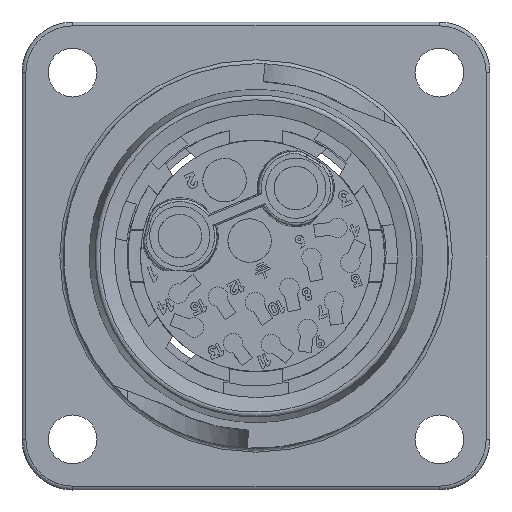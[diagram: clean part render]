
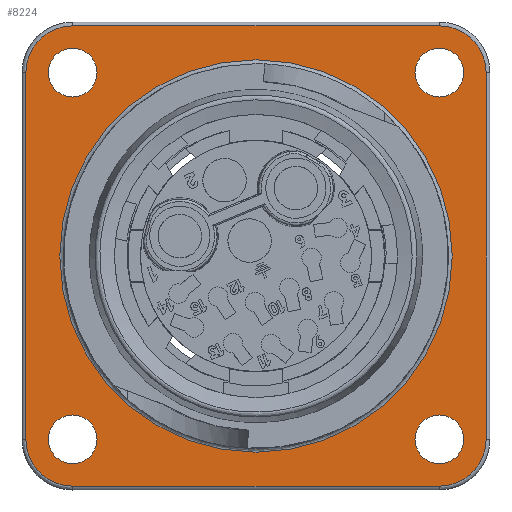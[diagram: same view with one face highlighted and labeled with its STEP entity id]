
A CAD part, front view. The second image highlights one B-rep face of the part: STEP entity #8224.
In plain terms, the highlighted planar face has unit normal (0, -1, 0).
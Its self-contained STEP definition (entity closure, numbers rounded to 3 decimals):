
#7254=FACE_BOUND('',#10971,.T.);
#7255=FACE_BOUND('',#10972,.T.);
#7256=FACE_BOUND('',#10973,.T.);
#7257=FACE_BOUND('',#10974,.T.);
#7258=FACE_BOUND('',#10975,.T.);
#7259=FACE_BOUND('',#10976,.T.);
#8224=ADVANCED_FACE('',(#7254,#7255,#7256,#7257,#7258,#7259),#8955,.T.);
#8955=PLANE('',#26302);
#10971=EDGE_LOOP('',(#16608));
#10972=EDGE_LOOP('',(#16609));
#10973=EDGE_LOOP('',(#16610));
#10974=EDGE_LOOP('',(#16611));
#10975=EDGE_LOOP('',(#16612));
#10976=EDGE_LOOP('',(#16613,#16614,#16615,#16616,#16617,#16618,#16619,#16620));
#11424=CIRCLE('',#26105,1.9);
#11426=CIRCLE('',#26108,1.9);
#11428=CIRCLE('',#26111,1.9);
#11430=CIRCLE('',#26114,1.9);
#11516=CIRCLE('',#26289,3.65);
#11519=CIRCLE('',#26293,3.65);
#11522=CIRCLE('',#26297,3.65);
#11524=CIRCLE('',#26300,3.65);
#11525=CIRCLE('',#26301,15.3);
#16608=ORIENTED_EDGE('',*,*,#20798,.T.);
#16609=ORIENTED_EDGE('',*,*,#20800,.T.);
#16610=ORIENTED_EDGE('',*,*,#20802,.T.);
#16611=ORIENTED_EDGE('',*,*,#20804,.T.);
#16612=ORIENTED_EDGE('',*,*,#21061,.T.);
#16613=ORIENTED_EDGE('',*,*,#21060,.T.);
#16614=ORIENTED_EDGE('',*,*,#21047,.T.);
#16615=ORIENTED_EDGE('',*,*,#21049,.T.);
#16616=ORIENTED_EDGE('',*,*,#21051,.T.);
#16617=ORIENTED_EDGE('',*,*,#21053,.T.);
#16618=ORIENTED_EDGE('',*,*,#21055,.T.);
#16619=ORIENTED_EDGE('',*,*,#21057,.T.);
#16620=ORIENTED_EDGE('',*,*,#21059,.T.);
#18303=VERTEX_POINT('',#36795);
#18305=VERTEX_POINT('',#36800);
#18307=VERTEX_POINT('',#36805);
#18309=VERTEX_POINT('',#36810);
#18466=VERTEX_POINT('',#37389);
#18467=VERTEX_POINT('',#37391);
#18468=VERTEX_POINT('',#37395);
#18469=VERTEX_POINT('',#37423);
#18470=VERTEX_POINT('',#37427);
#18471=VERTEX_POINT('',#37455);
#18472=VERTEX_POINT('',#37459);
#18473=VERTEX_POINT('',#37487);
#18474=VERTEX_POINT('',#37517);
#20798=EDGE_CURVE('',#18303,#18303,#11424,.T.);
#20800=EDGE_CURVE('',#18305,#18305,#11426,.T.);
#20802=EDGE_CURVE('',#18307,#18307,#11428,.T.);
#20804=EDGE_CURVE('',#18309,#18309,#11430,.T.);
#21047=EDGE_CURVE('',#18466,#18467,#22942,.T.);
#21049=EDGE_CURVE('',#18467,#18468,#11516,.T.);
#21051=EDGE_CURVE('',#18468,#18469,#22943,.T.);
#21053=EDGE_CURVE('',#18469,#18470,#11519,.T.);
#21055=EDGE_CURVE('',#18470,#18471,#22944,.T.);
#21057=EDGE_CURVE('',#18471,#18472,#11522,.T.);
#21059=EDGE_CURVE('',#18472,#18473,#22945,.T.);
#21060=EDGE_CURVE('',#18473,#18466,#11524,.T.);
#21061=EDGE_CURVE('',#18474,#18474,#11525,.T.);
#22942=LINE('',#37392,#24812);
#22943=LINE('',#37424,#24813);
#22944=LINE('',#37456,#24814);
#22945=LINE('',#37488,#24815);
#24812=VECTOR('',#31093,1.);
#24813=VECTOR('',#31102,1.);
#24814=VECTOR('',#31111,1.);
#24815=VECTOR('',#31120,1.);
#26105=AXIS2_PLACEMENT_3D('',#36794,#30591,#30592);
#26108=AXIS2_PLACEMENT_3D('',#36799,#30597,#30598);
#26111=AXIS2_PLACEMENT_3D('',#36804,#30603,#30604);
#26114=AXIS2_PLACEMENT_3D('',#36809,#30609,#30610);
#26289=AXIS2_PLACEMENT_3D('',#37396,#31098,#31099);
#26293=AXIS2_PLACEMENT_3D('',#37428,#31107,#31108);
#26297=AXIS2_PLACEMENT_3D('',#37460,#31116,#31117);
#26300=AXIS2_PLACEMENT_3D('',#37490,#31123,#31124);
#26301=AXIS2_PLACEMENT_3D('',#37516,#31125,#31126);
#26302=AXIS2_PLACEMENT_3D('',#37518,#31127,#31128);
#30591=DIRECTION('',(0.,1.,0.));
#30592=DIRECTION('',(0.,0.,1.));
#30597=DIRECTION('',(0.,1.,0.));
#30598=DIRECTION('',(0.,0.,1.));
#30603=DIRECTION('',(0.,1.,0.));
#30604=DIRECTION('',(0.,0.,1.));
#30609=DIRECTION('',(0.,1.,0.));
#30610=DIRECTION('',(0.,0.,1.));
#31093=DIRECTION('',(0.,0.,-1.));
#31098=DIRECTION('',(0.,-1.,0.));
#31099=DIRECTION('',(-1.,0.,0.));
#31102=DIRECTION('',(1.,0.,0.));
#31107=DIRECTION('',(0.,-1.,0.));
#31108=DIRECTION('',(0.,0.,-1.));
#31111=DIRECTION('',(0.,0.,1.));
#31116=DIRECTION('',(0.,-1.,0.));
#31117=DIRECTION('',(1.,0.,0.));
#31120=DIRECTION('',(-1.,0.,0.));
#31123=DIRECTION('',(0.,-1.,0.));
#31124=DIRECTION('',(0.,0.,1.));
#31125=DIRECTION('',(0.,1.,0.));
#31126=DIRECTION('',(0.,0.,1.));
#31127=DIRECTION('',(0.,-1.,0.));
#31128=DIRECTION('',(0.,0.,1.));
#36794=CARTESIAN_POINT('',(9.45,19.518,14.3));
#36795=CARTESIAN_POINT('',(9.45,19.518,16.2));
#36799=CARTESIAN_POINT('',(9.45,19.518,-14.3));
#36800=CARTESIAN_POINT('',(9.45,19.518,-12.4));
#36804=CARTESIAN_POINT('',(-19.15,19.518,-14.3));
#36805=CARTESIAN_POINT('',(-19.15,19.518,-12.4));
#36809=CARTESIAN_POINT('',(-19.15,19.518,14.3));
#36810=CARTESIAN_POINT('',(-19.15,19.518,16.2));
#37389=CARTESIAN_POINT('',(-22.8,19.518,14.3));
#37391=CARTESIAN_POINT('',(-22.8,19.518,-14.3));
#37392=CARTESIAN_POINT('',(-22.8,19.518,14.3));
#37395=CARTESIAN_POINT('',(-19.15,19.518,-17.95));
#37396=CARTESIAN_POINT('',(-19.15,19.518,-14.3));
#37423=CARTESIAN_POINT('',(9.45,19.518,-17.95));
#37424=CARTESIAN_POINT('',(-19.15,19.518,-17.95));
#37427=CARTESIAN_POINT('',(13.1,19.518,-14.3));
#37428=CARTESIAN_POINT('',(9.45,19.518,-14.3));
#37455=CARTESIAN_POINT('',(13.1,19.518,14.3));
#37456=CARTESIAN_POINT('',(13.1,19.518,-14.3));
#37459=CARTESIAN_POINT('',(9.45,19.518,17.95));
#37460=CARTESIAN_POINT('',(9.45,19.518,14.3));
#37487=CARTESIAN_POINT('',(-19.15,19.518,17.95));
#37488=CARTESIAN_POINT('',(9.45,19.518,17.95));
#37490=CARTESIAN_POINT('',(-19.15,19.518,14.3));
#37516=CARTESIAN_POINT('',(-4.85,19.518,0.));
#37517=CARTESIAN_POINT('',(-4.85,19.518,15.3));
#37518=CARTESIAN_POINT('',(14.413,19.518,-19.262));
